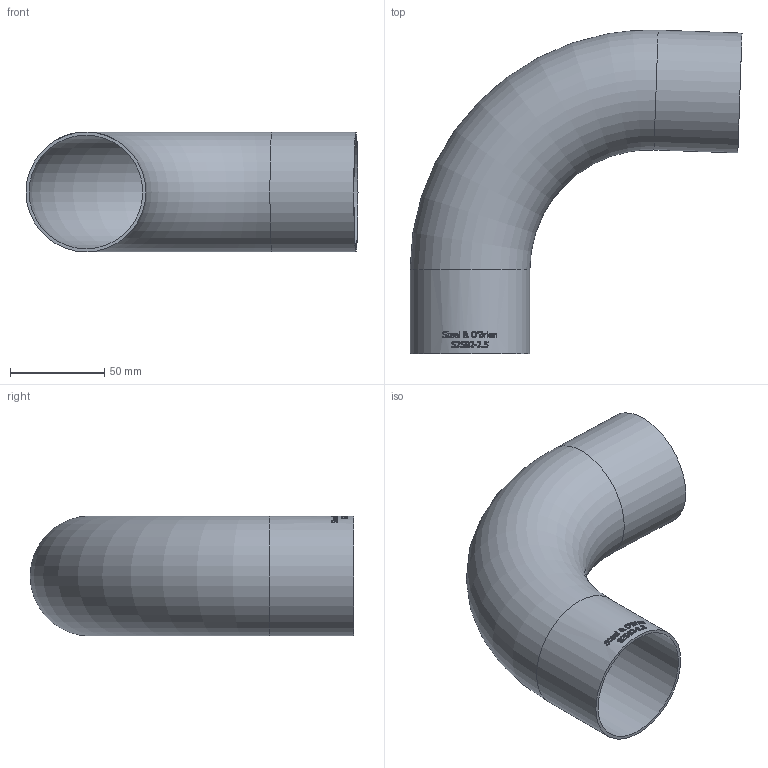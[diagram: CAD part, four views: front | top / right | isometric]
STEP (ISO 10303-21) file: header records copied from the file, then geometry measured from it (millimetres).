
FILE_DESCRIPTION(/* description */ (''),/* implementation_level */ '2;1');
FILE_NAME(/* name */ 'S2S92-2.5.stp',/* time_stamp */ '2018-11-27T15:31:20-05:00',/* author */ ('ken'),/* organization */ (''),/* preprocessor_version */ 'ST-DEVELOPER v15.2',/* originating_system */ 'Autodesk Inventor 2014',/* authorisation */ '');
FILE_SCHEMA (('AUTOMOTIVE_DESIGN { 1 0 10303 214 3 1 1 }'));
Length unit declared in the file: inch
Products named in the file (1): S2S92-2.5
Bounding box: 175.86 x 171.37 x 63.5 mm (x, y, z)
Volume: 77576.1 mm3; surface area: 94659.3 mm2
Topology: 1 solids, 1 shells, 379 faces, 1034 edges, 689 vertices
Faces by surface type: bspline 216, plane 125, cylinder 36, torus 2
Full cylindrical faces by diameter (mm): 60.198 x2, 63.5 x2
Entity records: 15849 total; most frequent: CARTESIAN_POINT 7589, ORIENTED_EDGE 2050, DIRECTION 1061, EDGE_CURVE 1025, VERTEX_POINT 686, LINE 453, VECTOR 453, B_SPLINE_CURVE_WITH_KNOTS 432
